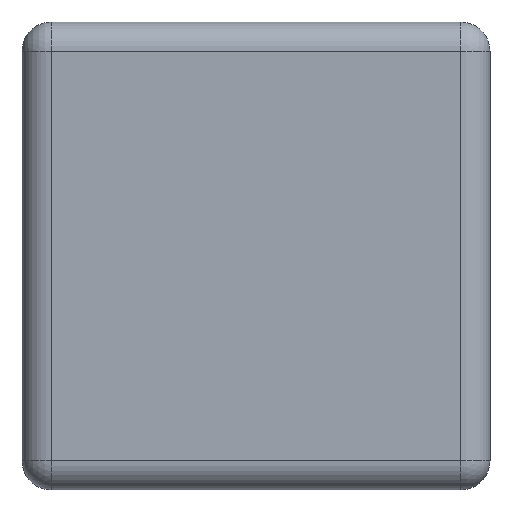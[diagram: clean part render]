
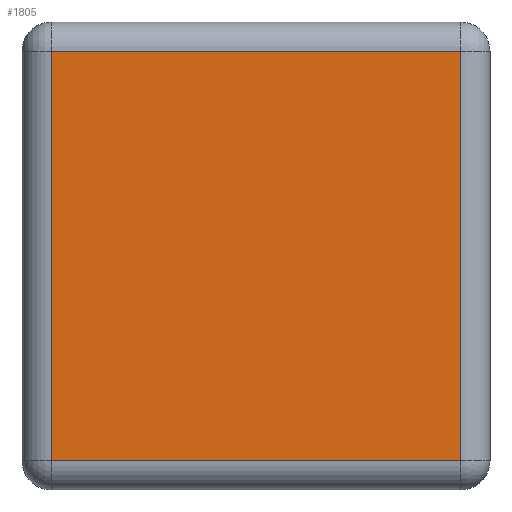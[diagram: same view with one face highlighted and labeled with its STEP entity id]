
A CAD part, left-side view. The second image highlights one B-rep face of the part: STEP entity #1805.
In plain terms, the highlighted planar face has unit normal (-1, 0, 0).
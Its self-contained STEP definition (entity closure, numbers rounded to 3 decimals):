
#16 = ORIENTED_EDGE ( 'NONE', *, *, #5619, .T. ) ;
#171 = EDGE_CURVE ( 'NONE', #5175, #4942, #4172, .T. ) ;
#737 = ORIENTED_EDGE ( 'NONE', *, *, #3200, .T. ) ;
#766 = DIRECTION ( 'NONE',  ( 0., -1., 0. ) ) ;
#856 = CARTESIAN_POINT ( 'NONE',  ( -0.8, -0.35, 0.75 ) ) ;
#857 = VECTOR ( 'NONE', #1325, 1000. ) ;
#956 = VECTOR ( 'NONE', #1777, 1000. ) ;
#1282 = PLANE ( 'NONE',  #2577 ) ;
#1325 = DIRECTION ( 'NONE',  ( 0., 0., -1. ) ) ;
#1489 = CARTESIAN_POINT ( 'NONE',  ( -0.8, 0.4, 0.75 ) ) ;
#1497 = ORIENTED_EDGE ( 'NONE', *, *, #3415, .T. ) ;
#1721 = CARTESIAN_POINT ( 'NONE',  ( -0.8, 0.35, 0.05 ) ) ;
#1777 = DIRECTION ( 'NONE',  ( 0., 0., 1. ) ) ;
#1805 = ADVANCED_FACE ( 'NONE', ( #3545 ), #1282, .F. ) ;
#1928 = CARTESIAN_POINT ( 'NONE',  ( -0.8, 0.35, 0.75 ) ) ;
#2140 = EDGE_LOOP ( 'NONE', ( #16, #1497, #3241, #737 ) ) ;
#2263 = DIRECTION ( 'NONE',  ( 0., 0., -1. ) ) ;
#2376 = VECTOR ( 'NONE', #4966, 1000. ) ;
#2410 = VERTEX_POINT ( 'NONE', #3122 ) ;
#2460 = VERTEX_POINT ( 'NONE', #1721 ) ;
#2542 = LINE ( 'NONE', #5230, #857 ) ;
#2577 = AXIS2_PLACEMENT_3D ( 'NONE', #4396, #5628, #2263 ) ;
#3062 = LINE ( 'NONE', #4802, #4624 ) ;
#3122 = CARTESIAN_POINT ( 'NONE',  ( -0.8, -0.35, 0.05 ) ) ;
#3200 = EDGE_CURVE ( 'NONE', #4942, #2460, #2542, .T. ) ;
#3241 = ORIENTED_EDGE ( 'NONE', *, *, #171, .T. ) ;
#3415 = EDGE_CURVE ( 'NONE', #2410, #5175, #5372, .T. ) ;
#3545 = FACE_OUTER_BOUND ( 'NONE', #2140, .T. ) ;
#4172 = LINE ( 'NONE', #1489, #2376 ) ;
#4396 = CARTESIAN_POINT ( 'NONE',  ( -0.8, -0.4, 0.8 ) ) ;
#4624 = VECTOR ( 'NONE', #766, 1000. ) ;
#4802 = CARTESIAN_POINT ( 'NONE',  ( -0.8, -0.4, 0.05 ) ) ;
#4937 = CARTESIAN_POINT ( 'NONE',  ( -0.8, -0.35, 0.8 ) ) ;
#4942 = VERTEX_POINT ( 'NONE', #1928 ) ;
#4966 = DIRECTION ( 'NONE',  ( 0., 1., 0. ) ) ;
#5175 = VERTEX_POINT ( 'NONE', #856 ) ;
#5230 = CARTESIAN_POINT ( 'NONE',  ( -0.8, 0.35, 0.8 ) ) ;
#5372 = LINE ( 'NONE', #4937, #956 ) ;
#5619 = EDGE_CURVE ( 'NONE', #2460, #2410, #3062, .T. ) ;
#5628 = DIRECTION ( 'NONE',  ( 1., 0., 0. ) ) ;
